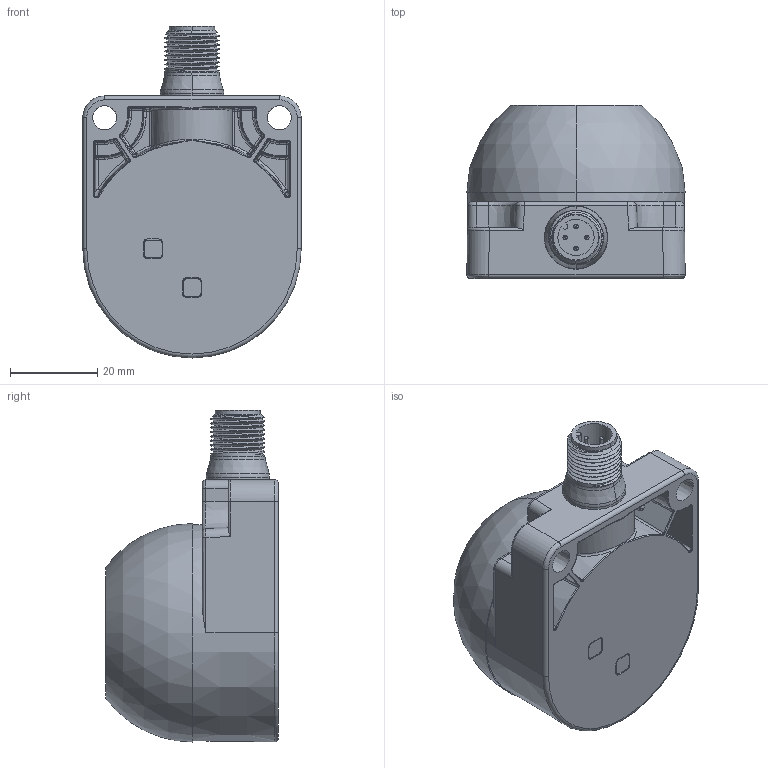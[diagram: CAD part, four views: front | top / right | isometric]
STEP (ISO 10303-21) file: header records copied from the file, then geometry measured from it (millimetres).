
FILE_DESCRIPTION((''),'2;1');
FILE_NAME('144802_SM01_ASM','2025-06-26T09:21:19',('banengservice'),('BANNER ENGINEERING'),'CREO PARAMETRIC BY PTC INC, 2022414','CREO PARAMETRIC BY PTC INC, 2022414','');
FILE_SCHEMA(('CONFIG_CONTROL_DESIGN'));
Length unit declared in the file: millimetre
Products named in the file (2): 144802_EP01; 144802_SM01_ASM
Assembly tree (1 placements, depth 2):
  144802_SM01_ASM
    144802_EP01
Bounding box: 50 x 39.6 x 76 mm (x, y, z)
Volume: 77941 mm3; surface area: 14802.1 mm2
Topology: 1 solids, 1 shells, 634 faces, 1613 edges, 1010 vertices
Faces by surface type: cylinder 278, plane 197, bspline 70, torus 33, sphere 28, cone 26, extrusion 2
Entity records: 29496 total; most frequent: CARTESIAN_POINT 14168, DIRECTION 3244, ORIENTED_EDGE 3226, EDGE_CURVE 1613, AXIS2_PLACEMENT_3D 1227, VERTEX_POINT 1010, VECTOR 790, LINE 788
